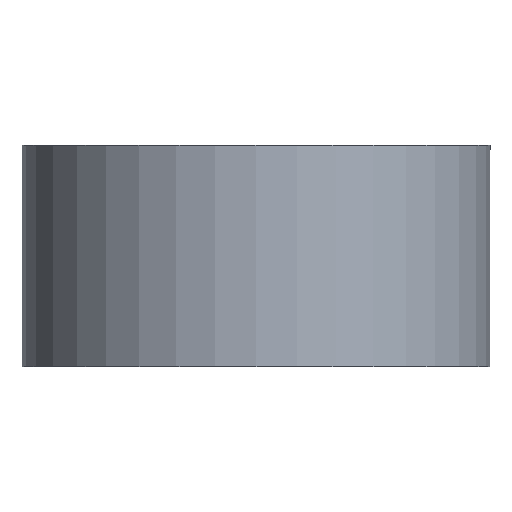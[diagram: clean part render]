
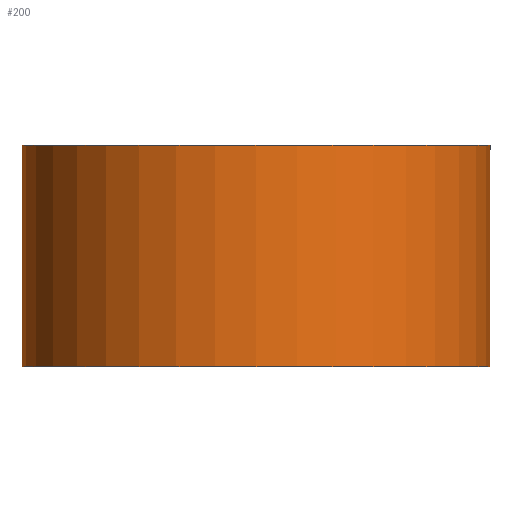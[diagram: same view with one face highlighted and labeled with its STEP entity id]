
A CAD part, front view. The second image highlights one B-rep face of the part: STEP entity #200.
In plain terms, the highlighted cylindrical face has radius 6.35 mm (diameter 12.7 mm), a partial arc.
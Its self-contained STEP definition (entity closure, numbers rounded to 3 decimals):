
#3 = AXIS2_PLACEMENT_3D ( 'NONE', #29, #166, #27 ) ;
#11 = VERTEX_POINT ( 'NONE', #197 ) ;
#21 = ORIENTED_EDGE ( 'NONE', *, *, #98, .T. ) ;
#23 = EDGE_LOOP ( 'NONE', ( #71, #97, #77, #21 ) ) ;
#26 = CARTESIAN_POINT ( 'NONE',  ( 6.35, 0., 6. ) ) ;
#27 = DIRECTION ( 'NONE',  ( 1., 0., 0. ) ) ;
#29 = CARTESIAN_POINT ( 'NONE',  ( 0., 0., 0. ) ) ;
#30 = AXIS2_PLACEMENT_3D ( 'NONE', #108, #172, #168 ) ;
#36 = VECTOR ( 'NONE', #38, 1000. ) ;
#38 = DIRECTION ( 'NONE',  ( 0., 0., -1. ) ) ;
#39 = DIRECTION ( 'NONE',  ( 0., 0., -1. ) ) ;
#44 = CARTESIAN_POINT ( 'NONE',  ( 6.35, 0., 0. ) ) ;
#67 = VERTEX_POINT ( 'NONE', #140 ) ;
#68 = VERTEX_POINT ( 'NONE', #195 ) ;
#71 = ORIENTED_EDGE ( 'NONE', *, *, #169, .F. ) ;
#77 = ORIENTED_EDGE ( 'NONE', *, *, #113, .T. ) ;
#86 = CARTESIAN_POINT ( 'NONE',  ( -6.35, 0., 6. ) ) ;
#89 = EDGE_CURVE ( 'NONE', #11, #67, #111, .T. ) ;
#93 = FACE_OUTER_BOUND ( 'NONE', #23, .T. ) ;
#97 = ORIENTED_EDGE ( 'NONE', *, *, #89, .T. ) ;
#98 = EDGE_CURVE ( 'NONE', #68, #178, #99, .T. ) ;
#99 = CIRCLE ( 'NONE', #3, 6.35 ) ;
#102 = CARTESIAN_POINT ( 'NONE',  ( 0., 0., 6. ) ) ;
#103 = DIRECTION ( 'NONE',  ( 0., 0., -1. ) ) ;
#108 = CARTESIAN_POINT ( 'NONE',  ( 0., 0., 6. ) ) ;
#111 = CIRCLE ( 'NONE', #153, 6.35 ) ;
#113 = EDGE_CURVE ( 'NONE', #67, #68, #125, .T. ) ;
#125 = LINE ( 'NONE', #86, #36 ) ;
#128 = CYLINDRICAL_SURFACE ( 'NONE', #30, 6.35 ) ;
#140 = CARTESIAN_POINT ( 'NONE',  ( -6.35, 0., 6. ) ) ;
#153 = AXIS2_PLACEMENT_3D ( 'NONE', #102, #103, #167 ) ;
#166 = DIRECTION ( 'NONE',  ( 0., 0., 1. ) ) ;
#167 = DIRECTION ( 'NONE',  ( 1., 0., 0. ) ) ;
#168 = DIRECTION ( 'NONE',  ( -1., 0., 0. ) ) ;
#169 = EDGE_CURVE ( 'NONE', #11, #178, #194, .T. ) ;
#172 = DIRECTION ( 'NONE',  ( 0., 0., -1. ) ) ;
#178 = VERTEX_POINT ( 'NONE', #44 ) ;
#188 = VECTOR ( 'NONE', #39, 1000. ) ;
#194 = LINE ( 'NONE', #26, #188 ) ;
#195 = CARTESIAN_POINT ( 'NONE',  ( -6.35, 0., 0. ) ) ;
#197 = CARTESIAN_POINT ( 'NONE',  ( 6.35, 0., 6. ) ) ;
#200 = ADVANCED_FACE ( 'NONE', ( #93 ), #128, .T. ) ;
